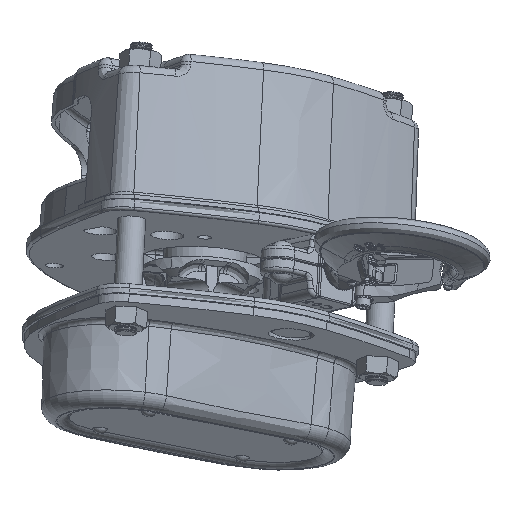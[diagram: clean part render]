
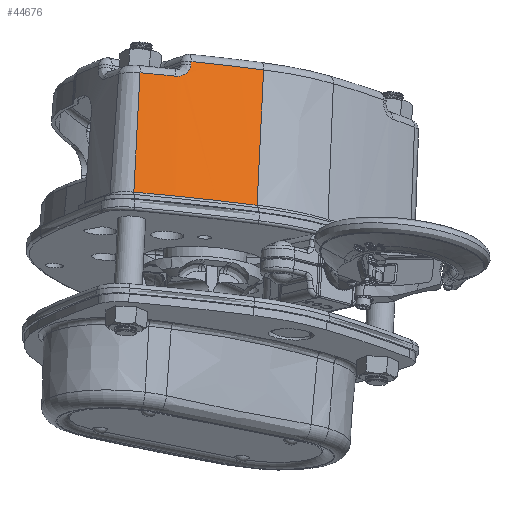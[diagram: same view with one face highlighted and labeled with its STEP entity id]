
A CAD part, isometric view. The second image highlights one B-rep face of the part: STEP entity #44676.
In plain terms, the highlighted conical face has half-angle 1.16 degrees and reference radius 300.656 mm.
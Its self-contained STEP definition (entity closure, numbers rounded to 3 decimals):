
#1634=CONICAL_SURFACE($,#47540,300.656,1.16);
#2241=CIRCLE($,#47541,301.594);
#2242=CIRCLE($,#47542,300.569);
#2243=CIRCLE($,#47543,300.691);
#5024=LINE($,#82825,#7506);
#5025=LINE($,#82849,#7507);
#7506=VECTOR($,#52928,50.612);
#7507=VECTOR($,#52933,44.61);
#10547=FACE_OUTER_BOUND($,#13299,.T.);
#13299=EDGE_LOOP($,(#30851,#30852,#30853,#30854,#30855,#30856,#30857));
#16355=B_SPLINE_CURVE_WITH_KNOTS($,3,(#82816,#82817,#82818,#82819),
 .UNSPECIFIED.,.F.,.F.,(4,4),(0.,1.),.UNSPECIFIED.);
#16356=B_SPLINE_CURVE_WITH_KNOTS($,3,(#82828,#82829,#82830,#82831,#82832,
#82833,#82834,#82835,#82836,#82837,#82838,#82839,#82840,#82841,#82842,#82843,
#82844,#82845,#82846),.UNSPECIFIED.,.F.,.F.,(4,3,3,3,3,3,4),(0.,0.167,
0.333,0.5,0.667,0.833,1.),
 .UNSPECIFIED.);
#18291=VERTEX_POINT($,#82808);
#18293=VERTEX_POINT($,#82814);
#18294=VERTEX_POINT($,#82821);
#18295=VERTEX_POINT($,#82822);
#18296=VERTEX_POINT($,#82824);
#18297=VERTEX_POINT($,#82827);
#18298=VERTEX_POINT($,#82847);
#23138=EDGE_CURVE($,#18293,#18291,#16355,.T.);
#23139=EDGE_CURVE($,#18294,#18295,#2241,.T.);
#23140=EDGE_CURVE($,#18295,#18296,#5024,.T.);
#23141=EDGE_CURVE($,#18296,#18291,#2242,.T.);
#23142=EDGE_CURVE($,#18293,#18297,#16356,.T.);
#23143=EDGE_CURVE($,#18297,#18298,#2243,.T.);
#23144=EDGE_CURVE($,#18298,#18294,#5025,.T.);
#30851=ORIENTED_EDGE($,*,*,#23139,.T.);
#30852=ORIENTED_EDGE($,*,*,#23140,.T.);
#30853=ORIENTED_EDGE($,*,*,#23141,.T.);
#30854=ORIENTED_EDGE($,*,*,#23138,.F.);
#30855=ORIENTED_EDGE($,*,*,#23142,.T.);
#30856=ORIENTED_EDGE($,*,*,#23143,.T.);
#30857=ORIENTED_EDGE($,*,*,#23144,.T.);
#44676=ADVANCED_FACE($,(#10547),#1634,.T.);
#47540=AXIS2_PLACEMENT_3D($,#82820,#52924,#52925);
#47541=AXIS2_PLACEMENT_3D($,#82823,#52926,#52927);
#47542=AXIS2_PLACEMENT_3D($,#82826,#52929,#52930);
#47543=AXIS2_PLACEMENT_3D($,#82848,#52931,#52932);
#52924=DIRECTION('center_axis',(-0.572,-0.498,-0.652));
#52925=DIRECTION('ref_axis',(-0.249,-0.652,0.716));
#52926=DIRECTION('center_axis',(0.572,0.498,0.652));
#52927=DIRECTION('ref_axis',(-0.355,-0.566,0.744));
#52928=DIRECTION($,(0.577,0.511,0.637));
#52929=DIRECTION('center_axis',(-0.572,-0.498,-0.652));
#52930=DIRECTION('ref_axis',(-0.239,-0.659,0.713));
#52931=DIRECTION('center_axis',(-0.572,-0.498,-0.652));
#52932=DIRECTION('ref_axis',(-0.322,-0.594,0.737));
#52933=DIRECTION($,(-0.579,-0.509,-0.636));
#82808=CARTESIAN_POINT('',(372.17,483.831,403.739));
#82814=CARTESIAN_POINT('',(371.522,483.279,403.041));
#82816=CARTESIAN_POINT('Ctrl Pts',(371.522,483.279,403.041));
#82817=CARTESIAN_POINT('Ctrl Pts',(371.738,483.463,403.274));
#82818=CARTESIAN_POINT('Ctrl Pts',(371.953,483.648,403.507));
#82819=CARTESIAN_POINT('Ctrl Pts',(372.17,483.832,403.739));
#82820=CARTESIAN_POINT('Origin',(462.51,663.707,180.482));
#82821=CARTESIAN_POINT('',(329.043,469.831,374.663));
#82822=CARTESIAN_POINT('',(363.913,441.893,365.374));
#82823=CARTESIAN_POINT('Origin',(435.981,640.637,150.278));
#82824=CARTESIAN_POINT('',(393.12,467.754,397.618));
#82825=CARTESIAN_POINT($,(363.913,441.893,365.374));
#82826=CARTESIAN_POINT('Origin',(464.943,665.822,183.252));
#82827=CARTESIAN_POINT('',(364.649,484.123,400.916));
#82828=CARTESIAN_POINT('Ctrl Pts',(371.522,483.279,403.041));
#82829=CARTESIAN_POINT('Ctrl Pts',(371.277,483.069,402.776));
#82830=CARTESIAN_POINT('Ctrl Pts',(370.998,482.899,402.529));
#82831=CARTESIAN_POINT('Ctrl Pts',(370.672,482.766,402.294));
#82832=CARTESIAN_POINT('Ctrl Pts',(370.346,482.634,402.058));
#82833=CARTESIAN_POINT('Ctrl Pts',(369.972,482.538,401.833));
#82834=CARTESIAN_POINT('Ctrl Pts',(369.593,482.489,401.643));
#82835=CARTESIAN_POINT('Ctrl Pts',(369.214,482.441,401.452));
#82836=CARTESIAN_POINT('Ctrl Pts',(368.831,482.438,401.297));
#82837=CARTESIAN_POINT('Ctrl Pts',(368.415,482.483,401.165));
#82838=CARTESIAN_POINT('Ctrl Pts',(367.999,482.529,401.034));
#82839=CARTESIAN_POINT('Ctrl Pts',(367.551,482.622,400.927));
#82840=CARTESIAN_POINT('Ctrl Pts',(367.118,482.758,400.859));
#82841=CARTESIAN_POINT('Ctrl Pts',(366.686,482.894,400.79));
#82842=CARTESIAN_POINT('Ctrl Pts',(366.269,483.072,400.761));
#82843=CARTESIAN_POINT('Ctrl Pts',(365.859,483.299,400.77));
#82844=CARTESIAN_POINT('Ctrl Pts',(365.448,483.525,400.78));
#82845=CARTESIAN_POINT('Ctrl Pts',(365.044,483.801,400.828));
#82846=CARTESIAN_POINT('Ctrl Pts',(364.649,484.123,400.916));
#82847=CARTESIAN_POINT('',(354.892,492.541,403.056));
#82848=CARTESIAN_POINT('Origin',(461.509,662.836,179.342));
#82849=CARTESIAN_POINT($,(354.892,492.541,403.056));
